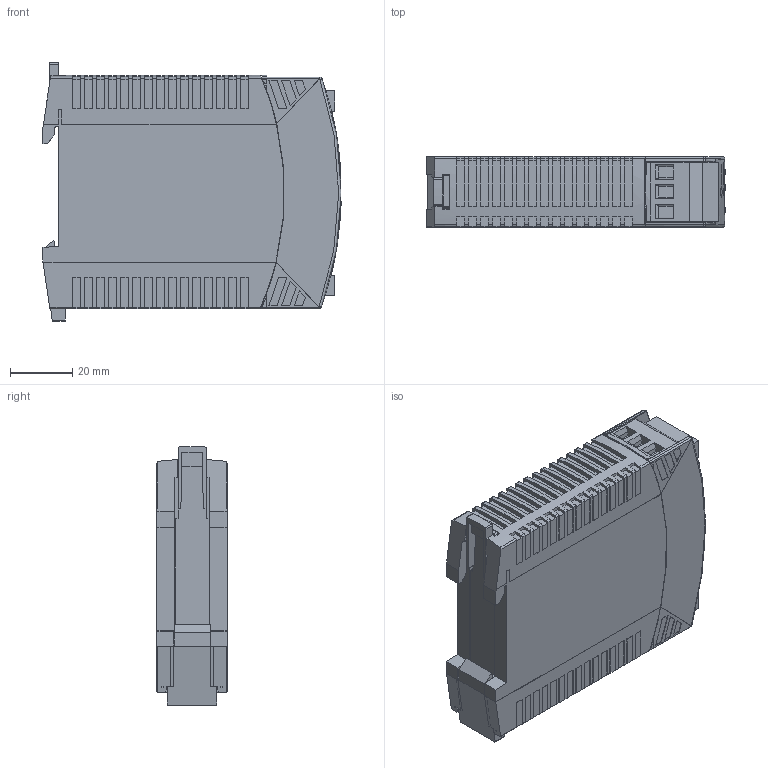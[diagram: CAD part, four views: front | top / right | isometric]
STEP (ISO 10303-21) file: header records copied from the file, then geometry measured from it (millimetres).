
FILE_DESCRIPTION((''),'2;1');
FILE_NAME('md3_30_241.stp','2012-06-21T08:14:37',('rahns'),(''),'Autodesk Inventor 2009','Autodesk Inventor 2009','');
FILE_SCHEMA(('AUTOMOTIVE_DESIGN { 1 0 10303 214 1 1 1 1 }'));
Length unit declared in the file: millimetre
Products named in the file (6): 372; HOUSING BODY 371; HOUSING COVER 371; TERMINAL 3P R6,35 T; FRONTFOIL 372; SLIDER 371
Assembly tree (6 placements, depth 2):
  372
    HOUSING BODY 371
    HOUSING COVER 371
    TERMINAL 3P R6,35 T  x2
    FRONTFOIL 372
    SLIDER 371
Bounding box: 95.66 x 22.5 x 82.99 mm (x, y, z)
Volume: 149293.7 mm3; surface area: 39825.1 mm2
Topology: 12 solids, 12 shells, 1539 faces, 4216 edges, 2784 vertices
Faces by surface type: plane 1181, cylinder 183, bspline 163, torus 8, sphere 4
Full cylindrical faces by diameter (mm): 5.15 x6
Entity records: 49066 total; most frequent: CARTESIAN_POINT 12378, ORIENTED_EDGE 7884, DIRECTION 6771, EDGE_CURVE 3942, VECTOR 2973, LINE 2973, VERTEX_POINT 2610, AXIS2_PLACEMENT_3D 1899
